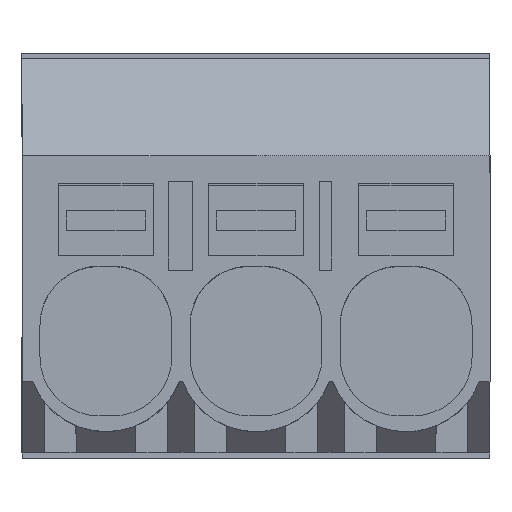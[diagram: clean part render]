
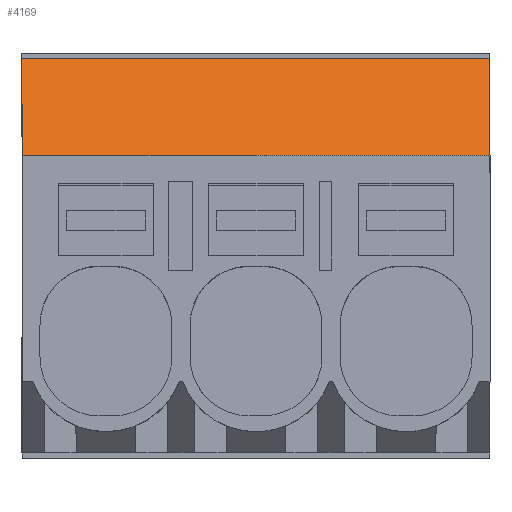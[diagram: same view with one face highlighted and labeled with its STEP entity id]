
A CAD part, top view. The second image highlights one B-rep face of the part: STEP entity #4169.
In plain terms, the highlighted planar face has unit normal (0, 0.707, 0.707).
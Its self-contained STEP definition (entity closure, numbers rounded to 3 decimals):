
#4149=AXIS2_PLACEMENT_3D('Plane Axis2P3D',#4146,#4147,#4148) ;
#107=CARTESIAN_POINT('Line Origine',(11.88,20.3,39.764)) ;
#111=CARTESIAN_POINT('Vertex',(0.,20.3,39.764)) ;
#113=CARTESIAN_POINT('Vertex',(23.76,20.3,39.764)) ;
#2922=CARTESIAN_POINT('Vertex',(0.,15.364,44.7)) ;
#2925=CARTESIAN_POINT('Line Origine',(0.,17.832,42.232)) ;
#4146=CARTESIAN_POINT('Axis2P3D Location',(-15.24,15.364,44.7)) ;
#4151=CARTESIAN_POINT('Line Origine',(11.88,15.364,44.7)) ;
#4155=CARTESIAN_POINT('Vertex',(23.76,15.364,44.7)) ;
#4158=CARTESIAN_POINT('Line Origine',(23.76,17.832,42.232)) ;
#108=DIRECTION('Vector Direction',(1.,0.,0.)) ;
#2926=DIRECTION('Vector Direction',(0.,0.707,-0.707)) ;
#4147=DIRECTION('Axis2P3D Direction',(0.,-0.707,-0.707)) ;
#4148=DIRECTION('Axis2P3D XDirection',(0.,0.707,-0.707)) ;
#4152=DIRECTION('Vector Direction',(1.,0.,0.)) ;
#4159=DIRECTION('Vector Direction',(0.,0.707,-0.707)) ;
#109=VECTOR('Line Direction',#108,1.) ;
#2927=VECTOR('Line Direction',#2926,1.) ;
#4153=VECTOR('Line Direction',#4152,1.) ;
#4160=VECTOR('Line Direction',#4159,1.) ;
#4164=ORIENTED_EDGE('',*,*,#4157,.T.) ;
#4165=ORIENTED_EDGE('',*,*,#4162,.T.) ;
#4166=ORIENTED_EDGE('',*,*,#115,.F.) ;
#4167=ORIENTED_EDGE('',*,*,#2929,.F.) ;
#4169=ADVANCED_FACE('housing',(#4168),#4150,.F.) ;
#115=EDGE_CURVE('',#112,#114,#110,.T.) ;
#2929=EDGE_CURVE('',#2923,#112,#2928,.T.) ;
#4157=EDGE_CURVE('',#2923,#4156,#4154,.T.) ;
#4162=EDGE_CURVE('',#4156,#114,#4161,.T.) ;
#4163=EDGE_LOOP('',(#4164,#4165,#4166,#4167)) ;
#4168=FACE_OUTER_BOUND('',#4163,.T.) ;
#110=LINE('Line',#107,#109) ;
#2928=LINE('Line',#2925,#2927) ;
#4154=LINE('Line',#4151,#4153) ;
#4161=LINE('Line',#4158,#4160) ;
#4150=PLANE('',#4149) ;
#112=VERTEX_POINT('',#111) ;
#114=VERTEX_POINT('',#113) ;
#2923=VERTEX_POINT('',#2922) ;
#4156=VERTEX_POINT('',#4155) ;
